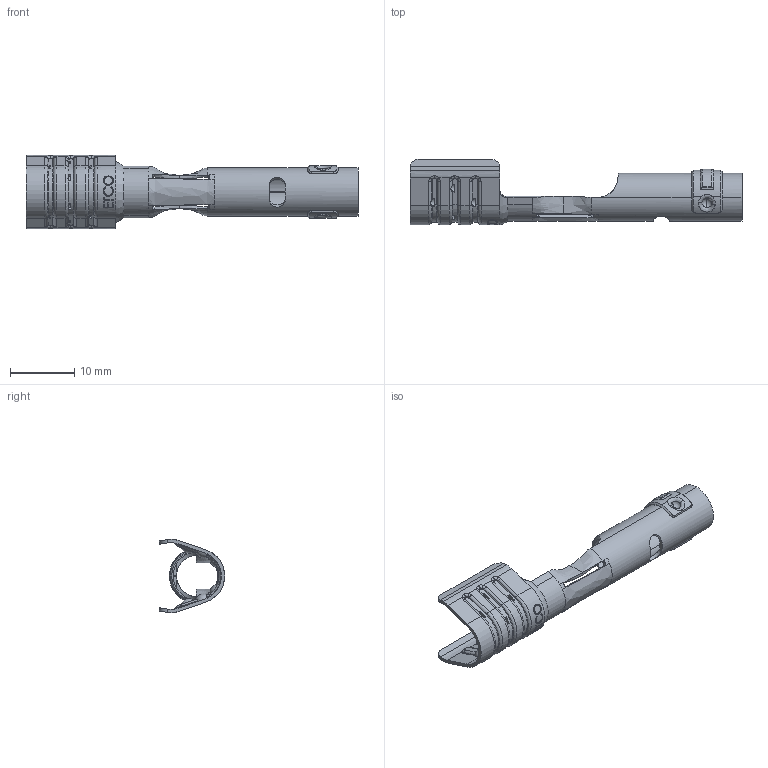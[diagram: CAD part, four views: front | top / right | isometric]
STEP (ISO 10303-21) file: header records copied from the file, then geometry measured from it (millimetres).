
FILE_DESCRIPTION (( 'STEP AP203' ), '1' );
FILE_NAME ('SP20-EB-S.STEP', '2019-11-05T13:22:34', ( 'tempuser' ), ( 'Microsoft' ), 'SwSTEP 2.0', 'SolidWorks 2019', '' );
FILE_SCHEMA (( 'CONFIG_CONTROL_DESIGN' ));
Length unit declared in the file: inch
Products named in the file (3): SP20-EB-S_SP20-EB-S without carrier; SCA-LD_SCA-LD Post Heat Treat; SP20-EB-S
Assembly tree (2 placements, depth 2):
  SP20-EB-S
    SP20-EB-S_SP20-EB-S without carrier
    SCA-LD_SCA-LD Post Heat Treat
Bounding box: 51.69 x 10.16 x 11.43 mm (x, y, z)
Volume: 525.4 mm3; surface area: 2240.5 mm2
Topology: 2 solids, 2 shells, 495 faces, 1369 edges, 860 vertices
Faces by surface type: plane 157, cylinder 118, bspline 109, cone 45, torus 42, sphere 24
Entity records: 22346 total; most frequent: CARTESIAN_POINT 10460, ORIENTED_EDGE 2736, DIRECTION 2055, EDGE_CURVE 1368, VERTEX_POINT 860, AXIS2_PLACEMENT_3D 809, EDGE_LOOP 504, ADVANCED_FACE 495
